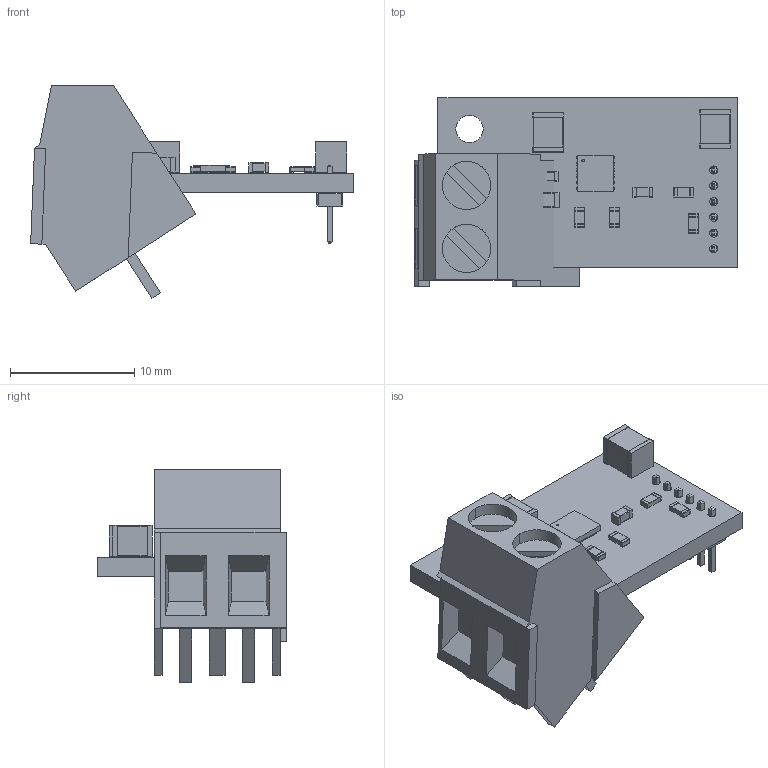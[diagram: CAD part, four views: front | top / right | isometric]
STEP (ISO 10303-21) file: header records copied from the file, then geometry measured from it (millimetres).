
FILE_DESCRIPTION(('KiCad electronic assembly'),'2;1');
FILE_NAME('PS-DC-3V3-2A.step','2021-04-13T21:35:16',('An Author'),( 'A Company'),'Open CASCADE STEP processor 6.9', 'KiCad to STEP converter','Unknown');
FILE_SCHEMA(('AUTOMOTIVE_DESIGN { 1 0 10303 214 1 1 1 1 }'));
Length unit declared in the file: millimetre
Products named in the file (17): Open CASCADE STEP translator 6.9 1; Coilcraft-XAL5050; R_0603_1608Metric; SOLID; PinHeader_1x06_P1.27mm_Vertical; C_1210_3225Metric; C_0603_1608Metric; DFN-12-1EP_3x3mm_P0.5mm_EP2.05x2.86mm; TerminalBlock_TE_282834-2_1x02_P2.54_Horizontal; C_0805_2012Metric; COMPOUND
Assembly tree (21 placements, depth 3):
  Open CASCADE STEP translator 6.9 1
    Coilcraft-XAL5050
    R_0603_1608Metric  x4
      SOLID
    PinHeader_1x06_P1.27mm_Vertical
      SOLID
    C_1210_3225Metric  x2
      SOLID
    C_0603_1608Metric  x2
      SOLID
    DFN-12-1EP_3x3mm_P0.5mm_EP2.05x2.86mm
      SOLID
    TerminalBlock_TE_282834-2_1x02_P2.54_Horizontal
      SOLID
    C_0805_2012Metric
      SOLID
    COMPOUND
Bounding box: 26.01 x 15.22 x 17.14 mm (x, y, z)
Volume: 1701.8 mm3; surface area: 2118.7 mm2
Topology: 13 solids, 13 shells, 559 faces, 1439 edges, 936 vertices
Faces by surface type: plane 453, cylinder 106
Full cylindrical faces by diameter (mm): 0.2 x1, 0.65 x6, 1.1 x2, 2.2 x1
Entity records: 29837 total; most frequent: CARTESIAN_POINT 4806, DIRECTION 4228, LINE 3025, VECTOR 3025, ORIENTED_EDGE 2182, PCURVE 2182, DEFINITIONAL_REPRESENTATION 2182, EDGE_CURVE 1091
